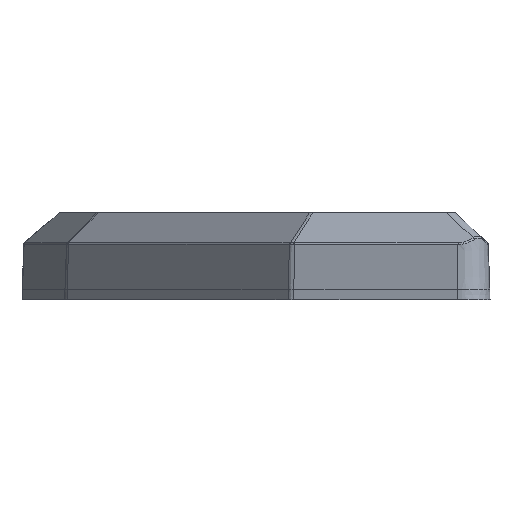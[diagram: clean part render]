
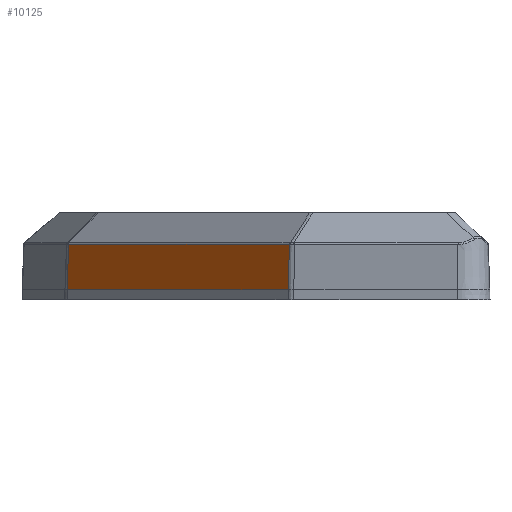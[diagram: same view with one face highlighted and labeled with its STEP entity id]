
A CAD part, front view. The second image highlights one B-rep face of the part: STEP entity #10125.
In plain terms, the highlighted planar face has unit normal (-0.778, -0.627, 0.035).
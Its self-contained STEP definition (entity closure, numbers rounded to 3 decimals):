
#199 = CARTESIAN_POINT ( 'NONE',  ( -91.955, -187.059, 11.227 ) ) ;
#272 = EDGE_CURVE ( 'NONE', #8443, #6556, #1819, .T. ) ;
#304 = AXIS2_PLACEMENT_3D ( 'NONE', #5231, #11549, #6129 ) ;
#457 = CARTESIAN_POINT ( 'NONE',  ( -47.108, -242.728, 11.227 ) ) ;
#524 = ORIENTED_EDGE ( 'NONE', *, *, #2486, .F. ) ;
#739 = PLANE ( 'NONE',  #304 ) ;
#811 = CARTESIAN_POINT ( 'NONE',  ( -92.26, -187.305, 0. ) ) ;
#1688 = DIRECTION ( 'NONE',  ( 0.027, 0.022, 0.999 ) ) ;
#1819 = LINE ( 'NONE', #9095, #9318 ) ;
#2486 = EDGE_CURVE ( 'NONE', #6556, #2763, #5014, .T. ) ;
#2763 = VERTEX_POINT ( 'NONE', #3566 ) ;
#2951 = EDGE_CURVE ( 'NONE', #2763, #6753, #10773, .T. ) ;
#3151 = EDGE_CURVE ( 'NONE', #6753, #8443, #5386, .T. ) ;
#3566 = CARTESIAN_POINT ( 'NONE',  ( -47.358, -242.929, 2.032 ) ) ;
#4459 = ORIENTED_EDGE ( 'NONE', *, *, #272, .F. ) ;
#5014 = LINE ( 'NONE', #6209, #7415 ) ;
#5231 = CARTESIAN_POINT ( 'NONE',  ( -92.26, -187.305, 0. ) ) ;
#5386 = LINE ( 'NONE', #811, #7801 ) ;
#5484 = EDGE_LOOP ( 'NONE', ( #10838, #9770, #524, #4459 ) ) ;
#5866 = CARTESIAN_POINT ( 'NONE',  ( -92.205, -187.26, 2.032 ) ) ;
#5960 = VECTOR ( 'NONE', #6771, 1000. ) ;
#6129 = DIRECTION ( 'NONE',  ( -0.627, 0.779, 0. ) ) ;
#6209 = CARTESIAN_POINT ( 'NONE',  ( -47.413, -242.974, 0. ) ) ;
#6556 = VERTEX_POINT ( 'NONE', #457 ) ;
#6753 = VERTEX_POINT ( 'NONE', #10047 ) ;
#6771 = DIRECTION ( 'NONE',  ( -0.627, 0.779, 0. ) ) ;
#7415 = VECTOR ( 'NONE', #11631, 1000. ) ;
#7801 = VECTOR ( 'NONE', #1688, 1000. ) ;
#8443 = VERTEX_POINT ( 'NONE', #199 ) ;
#9095 = CARTESIAN_POINT ( 'NONE',  ( -47.108, -242.728, 11.227 ) ) ;
#9173 = DIRECTION ( 'NONE',  ( 0.627, -0.779, 0. ) ) ;
#9318 = VECTOR ( 'NONE', #9173, 1000. ) ;
#9770 = ORIENTED_EDGE ( 'NONE', *, *, #2951, .F. ) ;
#9935 = FACE_OUTER_BOUND ( 'NONE', #5484, .T. ) ;
#10047 = CARTESIAN_POINT ( 'NONE',  ( -92.205, -187.26, 2.032 ) ) ;
#10125 = ADVANCED_FACE ( 'NONE', ( #9935 ), #739, .T. ) ;
#10773 = LINE ( 'NONE', #5866, #5960 ) ;
#10838 = ORIENTED_EDGE ( 'NONE', *, *, #3151, .F. ) ;
#11549 = DIRECTION ( 'NONE',  ( -0.778, -0.627, 0.035 ) ) ;
#11631 = DIRECTION ( 'NONE',  ( -0.027, -0.022, -0.999 ) ) ;
